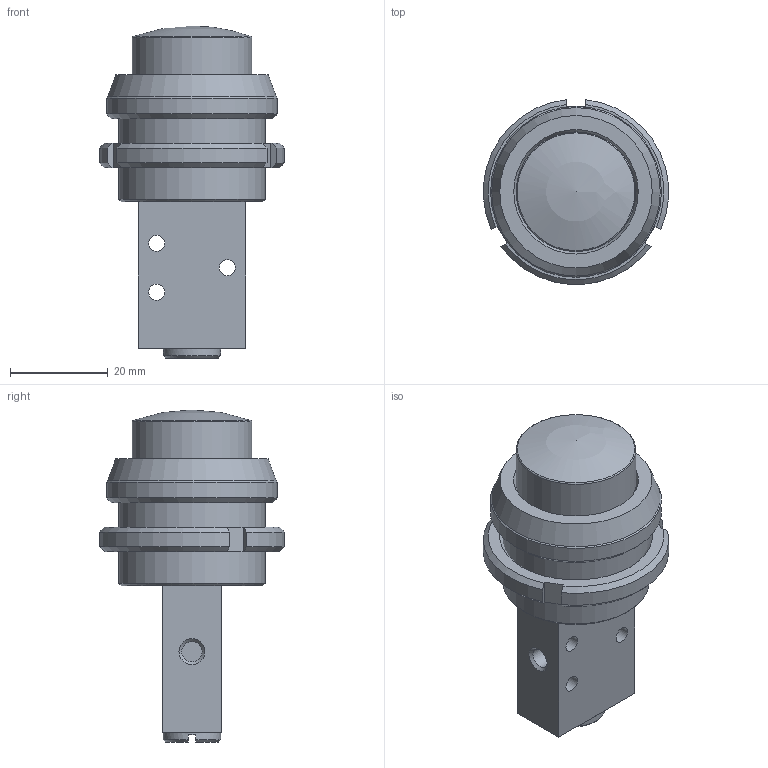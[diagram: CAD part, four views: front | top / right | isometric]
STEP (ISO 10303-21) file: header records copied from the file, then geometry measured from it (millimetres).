
FILE_DESCRIPTION(/* description */ ('MVALVOLA PER PULSANTE'),/* implementation_level */ '2;1');
FILE_NAME(/* name */ '105_32_7_1-#.stp',/* time_stamp */ '2015-12-21T10:55:59+01:00',/* author */ ('maniean1'),/* organization */ ('Pneumax S.p.A.'),/* preprocessor_version */ 'ST-DEVELOPER v15.2',/* originating_system */ 'Autodesk Inventor 2014',/* authorisation */ '');
FILE_SCHEMA (('AUTOMOTIVE_DESIGN { 1 0 10303 214 3 1 1 }'));
Length unit declared in the file: millimetre
Products named in the file (3): 105_32_7_1_#; RS-105-28; 105_32_7_1-#
Bounding box: 37.89 x 37.82 x 68 mm (x, y, z)
Volume: 33907.7 mm3; surface area: 9385.9 mm2
Topology: 2 solids, 2 shells, 61 faces, 142 edges, 91 vertices
Faces by surface type: plane 27, cone 18, cylinder 14, sphere 1, torus 1
Full cylindrical faces by diameter (mm): 3.3 x3, 4.134 x3, 11.8 x1, 24.5 x1, 28.917 x1, 30 x1, 35 x1
Entity records: 1661 total; most frequent: CARTESIAN_POINT 302, DIRECTION 282, ORIENTED_EDGE 232, EDGE_CURVE 116, AXIS2_PLACEMENT_3D 116, EDGE_LOOP 98, VERTEX_POINT 88, ADVANCED_FACE 61
